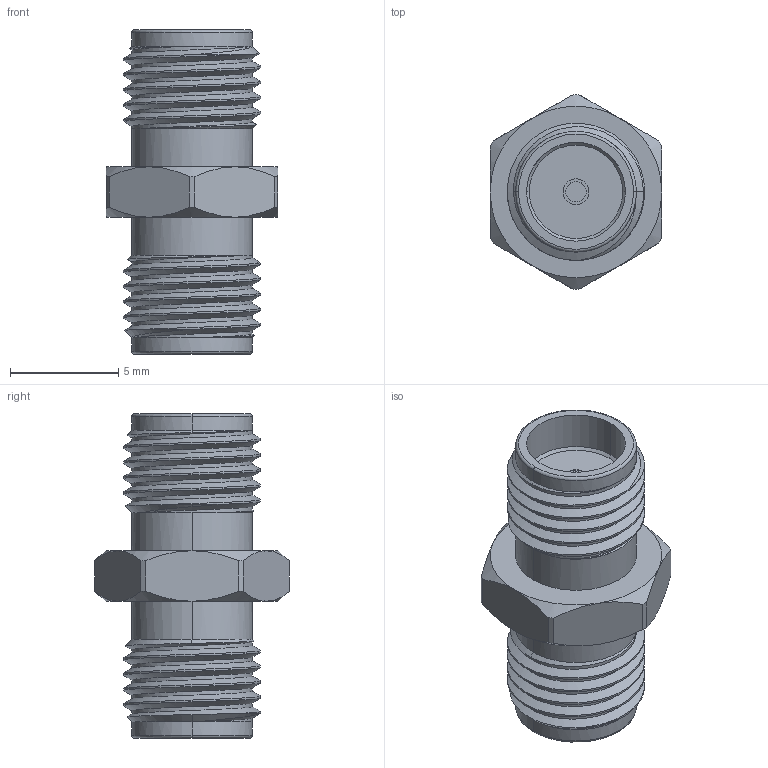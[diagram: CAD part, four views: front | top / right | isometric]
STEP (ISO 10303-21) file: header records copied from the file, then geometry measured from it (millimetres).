
FILE_DESCRIPTION (( 'STEP AP203' ), '1' );
FILE_NAME ('SM4953.step', '2018-10-08T18:14:06', ( '' ), ( '' ), 'SwSTEP 2.0', 'SolidWorks 2017', '' );
FILE_SCHEMA (( 'CONFIG_CONTROL_DESIGN' ));
Length unit declared in the file: inch
Products named in the file (1): SM4953
Bounding box: 7.94 x 9.01 x 15 mm (x, y, z)
Volume: 389.7 mm3; surface area: 554 mm2
Topology: 1 solids, 1 shells, 103 faces, 242 edges, 150 vertices
Faces by surface type: cylinder 48, cone 28, plane 17, bspline 6, torus 4
Entity records: 5227 total; most frequent: CARTESIAN_POINT 2988, ORIENTED_EDGE 484, DIRECTION 416, EDGE_CURVE 242, AXIS2_PLACEMENT_3D 176, VERTEX_POINT 150, EDGE_LOOP 112, ADVANCED_FACE 103
